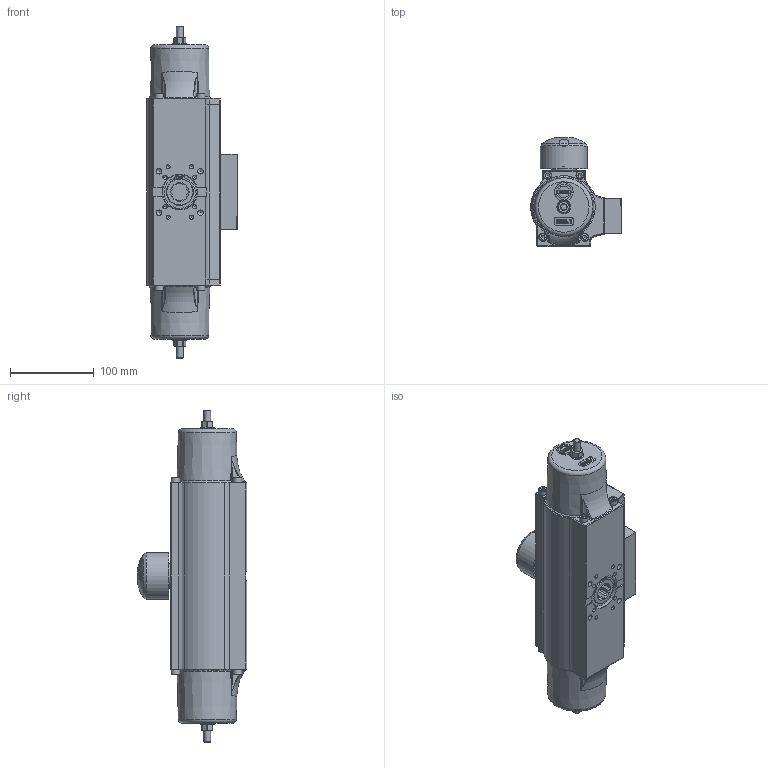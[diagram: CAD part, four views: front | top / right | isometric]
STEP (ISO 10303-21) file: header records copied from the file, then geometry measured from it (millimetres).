
FILE_DESCRIPTION(/* description */ ('','CAx-IF Rec.Pracs.---Representation and Presentation of Product Manufacturing Information (PMI)---3.8---2014-02-18'),/* implementation_level */ '2;1');
FILE_NAME(/* name */ 'EB 6.1 SYS F05F07.stp',/* time_stamp */ '2018-10-16T09:20:14+02:00',/* author */ ('hellwig'),/* organization */ (''),/* preprocessor_version */ 'ST-DEVELOPER v16.5',/* originating_system */ 'Autodesk Inventor 2017',/* authorisation */ '');
FILE_SCHEMA (('AP242_MANAGED_MODEL_BASED_3D_ENGINEERING_MIM_LF { 1 0 10303 442 1 1 4 }'));
Products named in the file (1): M47110
Bounding box: 107.93 x 130.5 x 396 mm (x, y, z)
Volume: 882160.7 mm3; surface area: 274254.6 mm2
Topology: 2 solids, 36 shells, 1942 faces, 5019 edges, 3201 vertices
Faces by surface type: plane 977, cylinder 424, bspline 233, cone 142, torus 90, sphere 76
Full cylindrical faces by diameter (mm): 2 x10, 2.5 x2, 3 x4, 4 x4, 4.134 x8, 4.2 x1, 4.917 x19, 5 x3, 5.5 x1, 6 x11, 6.6 x10, 6.647 x4, 8 x5, 9 x2, 10 x10, 11 x4, 11.1 x2, 11.3 x2, 11.445 x2, 12 x2, 15.5 x1, 16.4 x2, 16.5 x1, 17 x1, 18 x2, 18.2 x1, 22 x2, 22.2 x2, 23 x1, 25.5 x1
Entity records: 64401 total; most frequent: CARTESIAN_POINT 18030, ORIENTED_EDGE 9134, DIRECTION 8775, EDGE_CURVE 4567, AXIS2_PLACEMENT_3D 3129, VERTEX_POINT 3054, LINE 2517, VECTOR 2517
